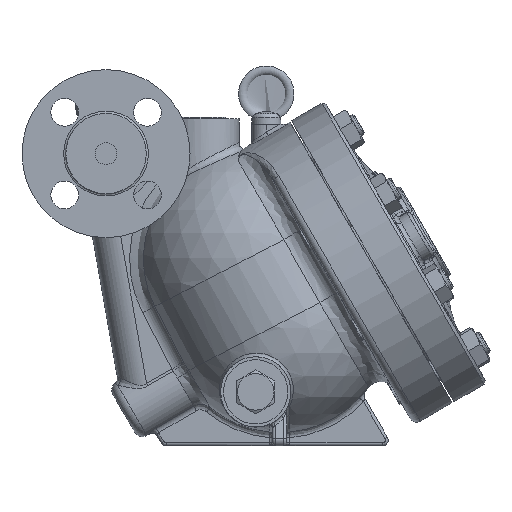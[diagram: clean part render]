
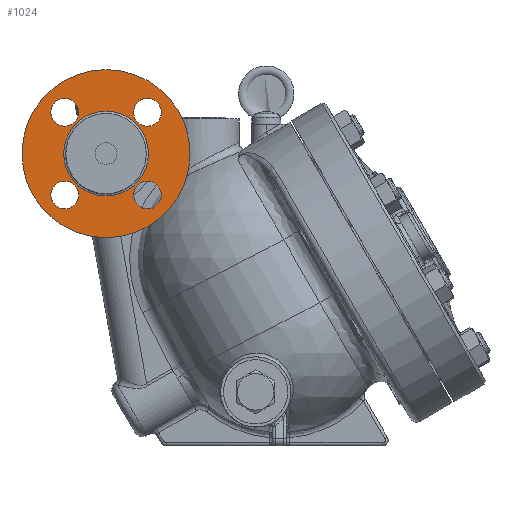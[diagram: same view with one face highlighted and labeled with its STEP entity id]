
A CAD part, front view. The second image highlights one B-rep face of the part: STEP entity #1024.
In plain terms, the highlighted planar face has unit normal (0, -1, 0).
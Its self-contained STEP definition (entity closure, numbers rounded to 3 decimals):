
#716=CARTESIAN_POINT('',(-65.,-174.,57.5));
#717=VERTEX_POINT('',#716);
#718=CARTESIAN_POINT('',(-65.,-174.,0.));
#719=DIRECTION('',(0.0,1.0,0.0));
#720=DIRECTION('',(0.0,0.0,1.0));
#721=AXIS2_PLACEMENT_3D('',#718,#719,#720);
#722=CIRCLE('',#721,57.5);
#723=EDGE_CURVE('',#717,#717,#722,.T.);
#957=CARTESIAN_POINT('',(-65.,-174.,-28.983));
#958=VERTEX_POINT('',#957);
#959=CARTESIAN_POINT('',(-65.,-174.,0.));
#960=DIRECTION('',(0.0,-1.0,0.0));
#961=DIRECTION('',(0.0,0.0,1.0));
#962=AXIS2_PLACEMENT_3D('',#959,#960,#961);
#963=CIRCLE('',#962,28.983);
#964=EDGE_CURVE('',#958,#958,#963,.T.);
#969=CARTESIAN_POINT('',(-65.,-174.,42.5));
#970=DIRECTION('',(0.0,-1.0,0.0));
#971=DIRECTION('',(0.0,0.0,-1.0));
#972=AXIS2_PLACEMENT_3D('',#969,#970,#971);
#973=PLANE('',#972);
#974=ORIENTED_EDGE('',*,*,#723,.F.);
#975=EDGE_LOOP('',(#974));
#976=FACE_OUTER_BOUND('',#975,.T.);
#977=CARTESIAN_POINT('',(-83.784,-174.,28.284));
#978=VERTEX_POINT('',#977);
#979=CARTESIAN_POINT('',(-93.284,-174.,28.284));
#980=DIRECTION('',(0.0,1.0,0.0));
#981=DIRECTION('',(1.0,0.0,0.0));
#982=AXIS2_PLACEMENT_3D('',#979,#980,#981);
#983=CIRCLE('',#982,9.5);
#984=EDGE_CURVE('',#978,#978,#983,.T.);
#985=ORIENTED_EDGE('',*,*,#984,.T.);
#986=EDGE_LOOP('',(#985));
#987=FACE_BOUND('',#986,.T.);
#988=CARTESIAN_POINT('',(-36.716,-174.,18.784));
#989=VERTEX_POINT('',#988);
#990=CARTESIAN_POINT('',(-36.716,-174.,28.284));
#991=DIRECTION('',(0.0,1.0,0.0));
#992=DIRECTION('',(0.0,0.0,-1.0));
#993=AXIS2_PLACEMENT_3D('',#990,#991,#992);
#994=CIRCLE('',#993,9.5);
#995=EDGE_CURVE('',#989,#989,#994,.T.);
#996=ORIENTED_EDGE('',*,*,#995,.T.);
#997=EDGE_LOOP('',(#996));
#998=FACE_BOUND('',#997,.T.);
#999=CARTESIAN_POINT('',(-46.216,-174.,-28.284));
#1000=VERTEX_POINT('',#999);
#1001=CARTESIAN_POINT('',(-36.716,-174.,-28.284));
#1002=DIRECTION('',(0.0,1.0,0.0));
#1003=DIRECTION('',(-1.0,0.0,0.0));
#1004=AXIS2_PLACEMENT_3D('',#1001,#1002,#1003);
#1005=CIRCLE('',#1004,9.5);
#1006=EDGE_CURVE('',#1000,#1000,#1005,.T.);
#1007=ORIENTED_EDGE('',*,*,#1006,.T.);
#1008=EDGE_LOOP('',(#1007));
#1009=FACE_BOUND('',#1008,.T.);
#1010=CARTESIAN_POINT('',(-93.284,-174.,-18.784));
#1011=VERTEX_POINT('',#1010);
#1012=CARTESIAN_POINT('',(-93.284,-174.,-28.284));
#1013=DIRECTION('',(0.0,1.0,0.0));
#1014=DIRECTION('',(0.0,0.0,1.0));
#1015=AXIS2_PLACEMENT_3D('',#1012,#1013,#1014);
#1016=CIRCLE('',#1015,9.5);
#1017=EDGE_CURVE('',#1011,#1011,#1016,.T.);
#1018=ORIENTED_EDGE('',*,*,#1017,.T.);
#1019=EDGE_LOOP('',(#1018));
#1020=FACE_BOUND('',#1019,.T.);
#1021=ORIENTED_EDGE('',*,*,#964,.F.);
#1022=EDGE_LOOP('',(#1021));
#1023=FACE_BOUND('',#1022,.T.);
#1024=ADVANCED_FACE('',(#976,#987,#998,#1009,#1020,#1023),#973,.T.);
